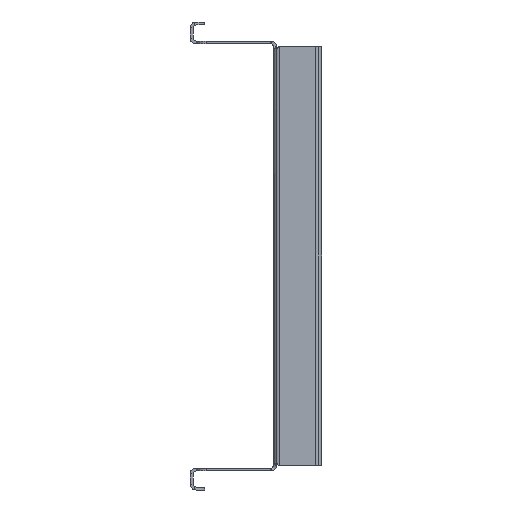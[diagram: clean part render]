
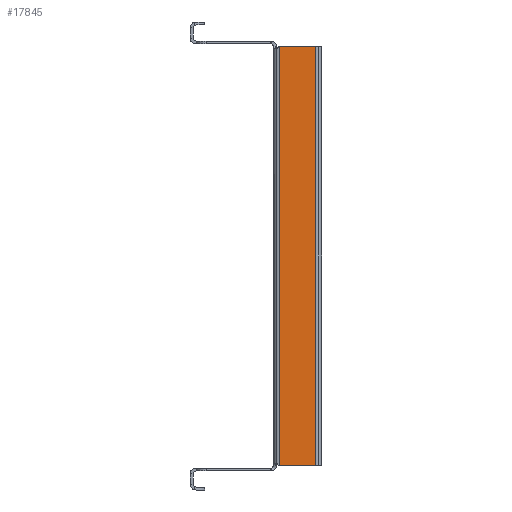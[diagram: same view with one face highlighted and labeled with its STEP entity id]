
A CAD part, left-side view. The second image highlights one B-rep face of the part: STEP entity #17845.
In plain terms, the highlighted planar face has unit normal (-1, 0, 0).
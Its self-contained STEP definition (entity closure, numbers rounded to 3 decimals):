
#1392 = DIRECTION ( 'NONE',  ( 0., -1., 0. ) ) ;
#1822 = CARTESIAN_POINT ( 'NONE',  ( -580., -29., 143. ) ) ;
#2639 = LINE ( 'NONE', #14670, #7709 ) ;
#2817 = CARTESIAN_POINT ( 'NONE',  ( -580., -4., 0. ) ) ;
#3672 = CARTESIAN_POINT ( 'NONE',  ( -580., -29., -143. ) ) ;
#4261 = EDGE_CURVE ( 'NONE', #17086, #17472, #16769, .T. ) ;
#4537 = DIRECTION ( 'NONE',  ( -1., 0., 0. ) ) ;
#5391 = VECTOR ( 'NONE', #6629, 1000. ) ;
#5413 = VERTEX_POINT ( 'NONE', #19958 ) ;
#6074 = FACE_OUTER_BOUND ( 'NONE', #19861, .T. ) ;
#6335 = EDGE_CURVE ( 'NONE', #5413, #10854, #2639, .T. ) ;
#6433 = LINE ( 'NONE', #3672, #5391 ) ;
#6629 = DIRECTION ( 'NONE',  ( 0., 0., 1. ) ) ;
#7029 = CARTESIAN_POINT ( 'NONE',  ( -580., -29., -143. ) ) ;
#7246 = VECTOR ( 'NONE', #16462, 1000. ) ;
#7348 = ORIENTED_EDGE ( 'NONE', *, *, #6335, .T. ) ;
#7709 = VECTOR ( 'NONE', #18228, 1000. ) ;
#8102 = ORIENTED_EDGE ( 'NONE', *, *, #11367, .T. ) ;
#8621 = EDGE_CURVE ( 'NONE', #10854, #17086, #6433, .T. ) ;
#10556 = PLANE ( 'NONE',  #13737 ) ;
#10854 = VERTEX_POINT ( 'NONE', #7029 ) ;
#10927 = VECTOR ( 'NONE', #18012, 1000. ) ;
#11367 = EDGE_CURVE ( 'NONE', #17472, #5413, #16073, .T. ) ;
#13525 = CARTESIAN_POINT ( 'NONE',  ( -580., 0., 143. ) ) ;
#13737 = AXIS2_PLACEMENT_3D ( 'NONE', #18399, #4537, #1392 ) ;
#14448 = CARTESIAN_POINT ( 'NONE',  ( -580., -4., 143. ) ) ;
#14670 = CARTESIAN_POINT ( 'NONE',  ( -580., 0., -143. ) ) ;
#16073 = LINE ( 'NONE', #2817, #10927 ) ;
#16462 = DIRECTION ( 'NONE',  ( 0., 1., 0. ) ) ;
#16769 = LINE ( 'NONE', #13525, #7246 ) ;
#17086 = VERTEX_POINT ( 'NONE', #1822 ) ;
#17278 = ORIENTED_EDGE ( 'NONE', *, *, #8621, .T. ) ;
#17472 = VERTEX_POINT ( 'NONE', #14448 ) ;
#17845 = ADVANCED_FACE ( 'NONE', ( #6074 ), #10556, .T. ) ;
#17920 = ORIENTED_EDGE ( 'NONE', *, *, #4261, .T. ) ;
#18012 = DIRECTION ( 'NONE',  ( 0., 0., -1. ) ) ;
#18228 = DIRECTION ( 'NONE',  ( 0., -1., 0. ) ) ;
#18399 = CARTESIAN_POINT ( 'NONE',  ( -580., 0., 0. ) ) ;
#19861 = EDGE_LOOP ( 'NONE', ( #7348, #17278, #17920, #8102 ) ) ;
#19958 = CARTESIAN_POINT ( 'NONE',  ( -580., -4., -143. ) ) ;
